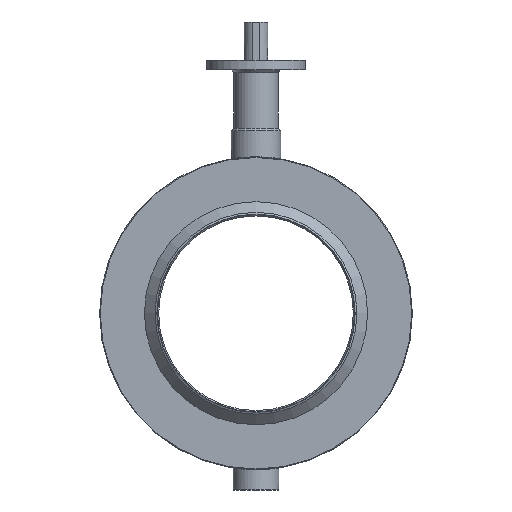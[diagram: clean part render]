
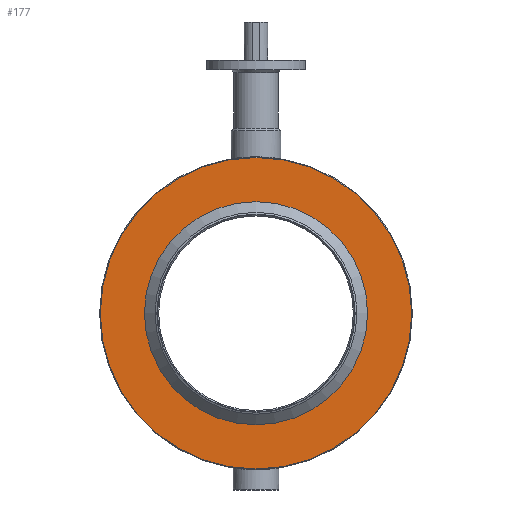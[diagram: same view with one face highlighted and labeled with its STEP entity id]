
A CAD part, left-side view. The second image highlights one B-rep face of the part: STEP entity #177.
In plain terms, the highlighted planar face has unit normal (-1, 0, 0).
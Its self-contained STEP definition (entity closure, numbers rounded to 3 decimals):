
#177 = ADVANCED_FACE( '', ( #400, #401 ), #402, .F. );
#400 = FACE_BOUND( '', #616, .T. );
#401 = FACE_OUTER_BOUND( '', #617, .T. );
#402 = PLANE( '', #618 );
#616 = EDGE_LOOP( '', ( #967 ) );
#617 = EDGE_LOOP( '', ( #968 ) );
#618 = AXIS2_PLACEMENT_3D( '', #969, #970, #971 );
#967 = ORIENTED_EDGE( '', *, *, #1017, .T. );
#968 = ORIENTED_EDGE( '', *, *, #1089, .T. );
#969 = CARTESIAN_POINT( '', ( -435., 0., 472.5 ) );
#970 = DIRECTION( '', ( 1., 0., 0. ) );
#971 = DIRECTION( '', ( 0., 0., -1. ) );
#1017 = EDGE_CURVE( '', #1173, #1173, #1174, .T. );
#1089 = EDGE_CURVE( '', #1280, #1280, #1281, .F. );
#1173 = VERTEX_POINT( '', #1380 );
#1174 = CIRCLE( '', #1381, 337. );
#1280 = VERTEX_POINT( '', #1776 );
#1281 = CIRCLE( '', #1777, 470.5 );
#1380 = CARTESIAN_POINT( '', ( -435., 0., -337. ) );
#1381 = AXIS2_PLACEMENT_3D( '', #1858, #1859, #1860 );
#1776 = CARTESIAN_POINT( '', ( -435., 0., -470.5 ) );
#1777 = AXIS2_PLACEMENT_3D( '', #1953, #1954, #1955 );
#1858 = CARTESIAN_POINT( '', ( -435., 0., 0. ) );
#1859 = DIRECTION( '', ( 1., 0., 0. ) );
#1860 = DIRECTION( '', ( 0., 0., -1. ) );
#1953 = CARTESIAN_POINT( '', ( -435., 0., 0. ) );
#1954 = DIRECTION( '', ( 1., 0., 0. ) );
#1955 = DIRECTION( '', ( 0., 0., -1. ) );
